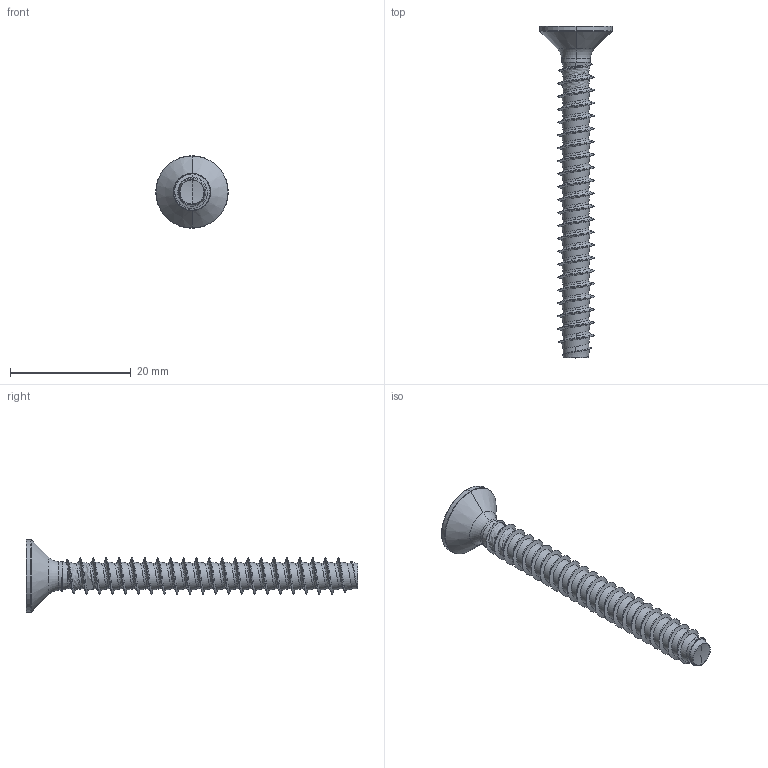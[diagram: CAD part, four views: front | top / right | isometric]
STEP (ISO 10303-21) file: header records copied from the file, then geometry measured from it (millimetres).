
FILE_DESCRIPTION (( 'STEP AP203' ), '1' );
FILE_NAME ('STP410600550.STEP', '2017-08-16T14:13:39', ( '' ), ( '' ), 'SwSTEP 2.0', 'SolidWorks 2015', '' );
FILE_SCHEMA (( 'CONFIG_CONTROL_DESIGN' ));
Length unit declared in the file: millimetre
Products named in the file (1): STP410600550
Bounding box: 12 x 55 x 12 mm (x, y, z)
Volume: 1113.3 mm3; surface area: 1452.1 mm2
Topology: 1 solids, 1 shells, 127 faces, 329 edges, 204 vertices
Faces by surface type: cylinder 70, bspline 35, cone 12, torus 6, sphere 2, plane 2
Entity records: 37216 total; most frequent: CARTESIAN_POINT 34557, ORIENTED_EDGE 654, DIRECTION 388, EDGE_CURVE 327, VERTEX_POINT 204, AXIS2_PLACEMENT_3D 151, B_SPLINE_CURVE_WITH_KNOTS 137, EDGE_LOOP 129
